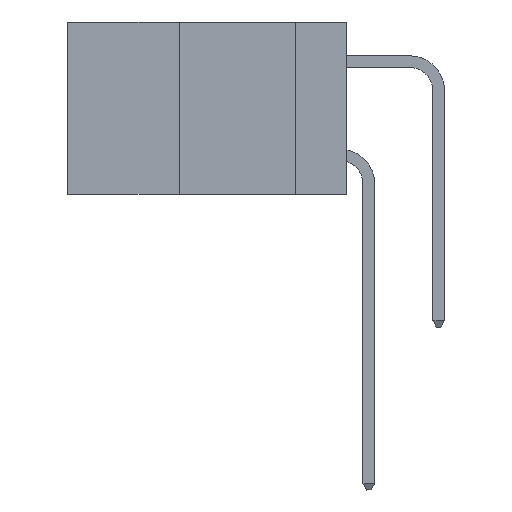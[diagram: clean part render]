
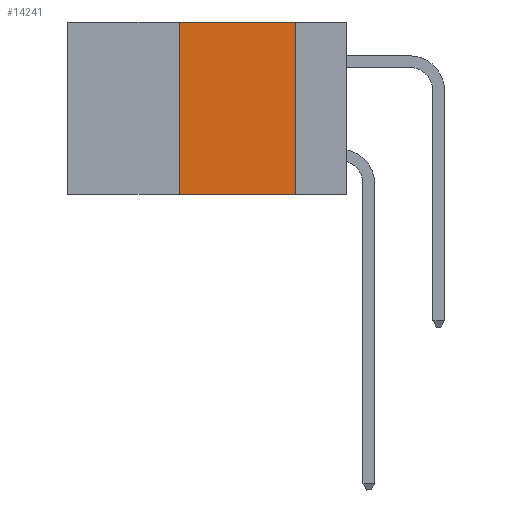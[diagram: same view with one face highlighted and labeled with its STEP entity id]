
A CAD part, left-side view. The second image highlights one B-rep face of the part: STEP entity #14241.
In plain terms, the highlighted planar face has unit normal (-1, 0, 0).
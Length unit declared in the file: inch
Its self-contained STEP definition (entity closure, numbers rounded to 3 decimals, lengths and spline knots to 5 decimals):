
#407 = CARTESIAN_POINT ( 'NONE',  ( 0., 0.11, -0.37 ) ) ;
#484 = VECTOR ( 'NONE', #13475, 39.37008 ) ;
#518 = VECTOR ( 'NONE', #2159, 39.37008 ) ;
#701 = ORIENTED_EDGE ( 'NONE', *, *, #15073, .F. ) ;
#1126 = ORIENTED_EDGE ( 'NONE', *, *, #13044, .F. ) ;
#2108 = DIRECTION ( 'NONE',  ( 0., 0., 1. ) ) ;
#2159 = DIRECTION ( 'NONE',  ( 0., 0., -1. ) ) ;
#2214 = LINE ( 'NONE', #26327, #484 ) ;
#2441 = VERTEX_POINT ( 'NONE', #407 ) ;
#3606 = ORIENTED_EDGE ( 'NONE', *, *, #23951, .F. ) ;
#6766 = CARTESIAN_POINT ( 'NONE',  ( 0., 0.11, 0. ) ) ;
#10941 = PLANE ( 'NONE',  #14512 ) ;
#12046 = LINE ( 'NONE', #6766, #518 ) ;
#12079 = VECTOR ( 'NONE', #21872, 39.37008 ) ;
#12502 = VERTEX_POINT ( 'NONE', #21068 ) ;
#12972 = LINE ( 'NONE', #15119, #22515 ) ;
#13044 = EDGE_CURVE ( 'NONE', #12502, #18068, #18883, .T. ) ;
#13475 = DIRECTION ( 'NONE',  ( 0., -1., 0. ) ) ;
#14241 = ADVANCED_FACE ( 'NONE', ( #18795 ), #10941, .F. ) ;
#14512 = AXIS2_PLACEMENT_3D ( 'NONE', #28028, #15013, #21816 ) ;
#15013 = DIRECTION ( 'NONE',  ( 1., 0., 0. ) ) ;
#15073 = EDGE_CURVE ( 'NONE', #27415, #12502, #12972, .T. ) ;
#15119 = CARTESIAN_POINT ( 'NONE',  ( 0., 0.36, 0. ) ) ;
#15152 = CARTESIAN_POINT ( 'NONE',  ( 0., 0.6, 0. ) ) ;
#16628 = CARTESIAN_POINT ( 'NONE',  ( 0., 0.36, -0.37 ) ) ;
#17646 = EDGE_CURVE ( 'NONE', #27415, #2441, #2214, .T. ) ;
#18068 = VERTEX_POINT ( 'NONE', #20126 ) ;
#18330 = EDGE_LOOP ( 'NONE', ( #3606, #1126, #701, #23347 ) ) ;
#18795 = FACE_OUTER_BOUND ( 'NONE', #18330, .T. ) ;
#18883 = LINE ( 'NONE', #15152, #12079 ) ;
#20126 = CARTESIAN_POINT ( 'NONE',  ( 0., 0.11, 0. ) ) ;
#21068 = CARTESIAN_POINT ( 'NONE',  ( 0., 0.36, 0. ) ) ;
#21816 = DIRECTION ( 'NONE',  ( 0., 0., -1. ) ) ;
#21872 = DIRECTION ( 'NONE',  ( 0., -1., 0. ) ) ;
#22515 = VECTOR ( 'NONE', #2108, 39.37008 ) ;
#23347 = ORIENTED_EDGE ( 'NONE', *, *, #17646, .T. ) ;
#23951 = EDGE_CURVE ( 'NONE', #18068, #2441, #12046, .T. ) ;
#26327 = CARTESIAN_POINT ( 'NONE',  ( 0., 0.6, -0.37 ) ) ;
#27415 = VERTEX_POINT ( 'NONE', #16628 ) ;
#28028 = CARTESIAN_POINT ( 'NONE',  ( 0., 0.6, 0. ) ) ;
